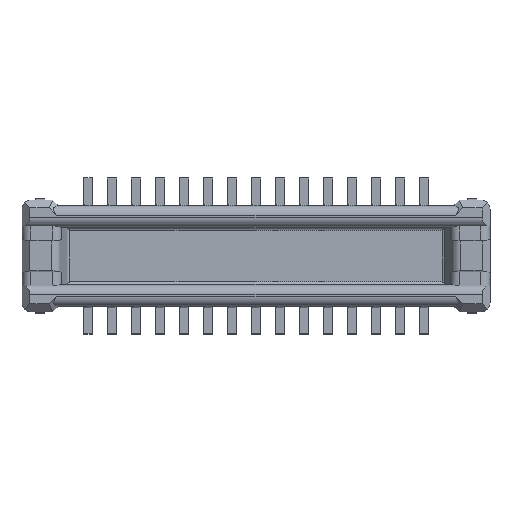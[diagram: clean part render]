
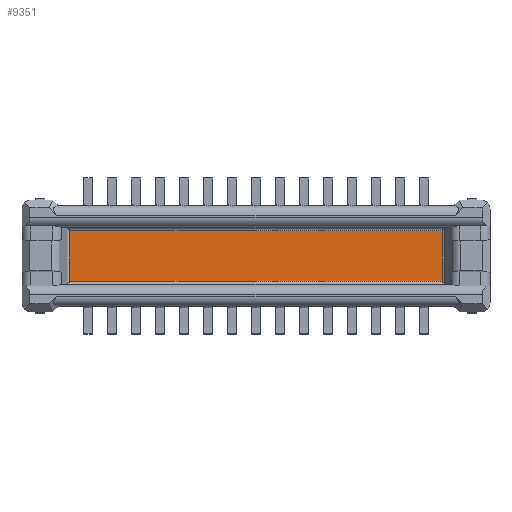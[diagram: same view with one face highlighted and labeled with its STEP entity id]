
A CAD part, top view. The second image highlights one B-rep face of the part: STEP entity #9351.
In plain terms, the highlighted planar face has unit normal (0, 0, 1).
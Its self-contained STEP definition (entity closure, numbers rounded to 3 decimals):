
#9281 = VERTEX_POINT ( 'NONE', #10441 ) ;
#9288 = VERTEX_POINT ( 'NONE', #10498 ) ;
#9289 = EDGE_CURVE ( 'NONE', #9288, #9281, #10497, .T. ) ;
#9313 = EDGE_LOOP ( 'NONE', ( #9314, #9412, #12034, #9810 ) ) ;
#9314 = ORIENTED_EDGE ( 'NONE', *, *, #9289, .T. ) ;
#9351 = ADVANCED_FACE ( 'NONE', ( #10543 ), #10606, .F. ) ;
#9387 = VERTEX_POINT ( 'NONE', #10620 ) ;
#9412 = ORIENTED_EDGE ( 'NONE', *, *, #12035, .T. ) ;
#9810 = ORIENTED_EDGE ( 'NONE', *, *, #9942, .F. ) ;
#9942 = EDGE_CURVE ( 'NONE', #9288, #9387, #10787, .T. ) ;
#10441 = CARTESIAN_POINT ( 'NONE',  ( -3.1, -0.421, 0.2 ) ) ;
#10494 = DIRECTION ( 'NONE',  ( 0., -1., 0. ) ) ;
#10495 = VECTOR ( 'NONE', #10494, 1000. ) ;
#10496 = CARTESIAN_POINT ( 'NONE',  ( -3.1, -0.47, 0.2 ) ) ;
#10497 = LINE ( 'NONE', #10496, #10495 ) ;
#10498 = CARTESIAN_POINT ( 'NONE',  ( -3.1, 0.421, 0.2 ) ) ;
#10543 = FACE_OUTER_BOUND ( 'NONE', #9313, .T. ) ;
#10602 = DIRECTION ( 'NONE',  ( -1., 0., 0. ) ) ;
#10603 = DIRECTION ( 'NONE',  ( 0., 0., -1. ) ) ;
#10604 = CARTESIAN_POINT ( 'NONE',  ( -3.15, -0.48, 0.2 ) ) ;
#10605 = AXIS2_PLACEMENT_3D ( 'NONE', #10604, #10603, #10602 ) ;
#10606 = PLANE ( 'NONE',  #10605 ) ;
#10620 = CARTESIAN_POINT ( 'NONE',  ( 3.1, 0.421, 0.2 ) ) ;
#10784 = DIRECTION ( 'NONE',  ( 1., 0., 0. ) ) ;
#10785 = VECTOR ( 'NONE', #10784, 1000. ) ;
#10786 = CARTESIAN_POINT ( 'NONE',  ( -3., 0.421, 0.2 ) ) ;
#10787 = LINE ( 'NONE', #10786, #10785 ) ;
#10885 = DIRECTION ( 'NONE',  ( 1., 0., 0. ) ) ;
#10886 = VECTOR ( 'NONE', #10885, 1000. ) ;
#10887 = CARTESIAN_POINT ( 'NONE',  ( -3., -0.421, 0.2 ) ) ;
#10888 = LINE ( 'NONE', #10887, #10886 ) ;
#10889 = CARTESIAN_POINT ( 'NONE',  ( 3.1, -0.421, 0.2 ) ) ;
#10943 = DIRECTION ( 'NONE',  ( 0., -1., 0. ) ) ;
#10944 = VECTOR ( 'NONE', #10943, 1000. ) ;
#10945 = CARTESIAN_POINT ( 'NONE',  ( 3.1, -0.47, 0.2 ) ) ;
#10946 = LINE ( 'NONE', #10945, #10944 ) ;
#12026 = VERTEX_POINT ( 'NONE', #10889 ) ;
#12034 = ORIENTED_EDGE ( 'NONE', *, *, #12048, .F. ) ;
#12035 = EDGE_CURVE ( 'NONE', #9281, #12026, #10888, .T. ) ;
#12048 = EDGE_CURVE ( 'NONE', #9387, #12026, #10946, .T. ) ;
